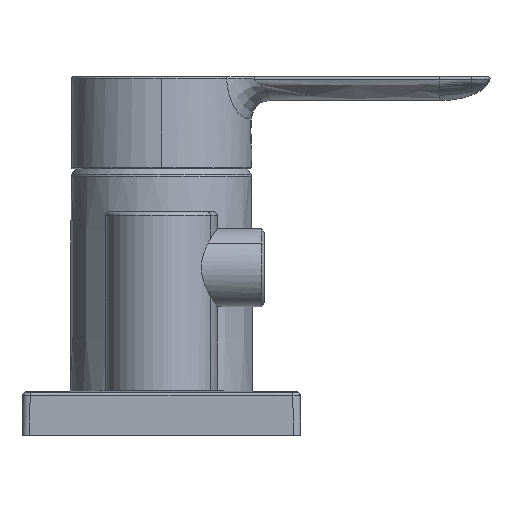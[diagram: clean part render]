
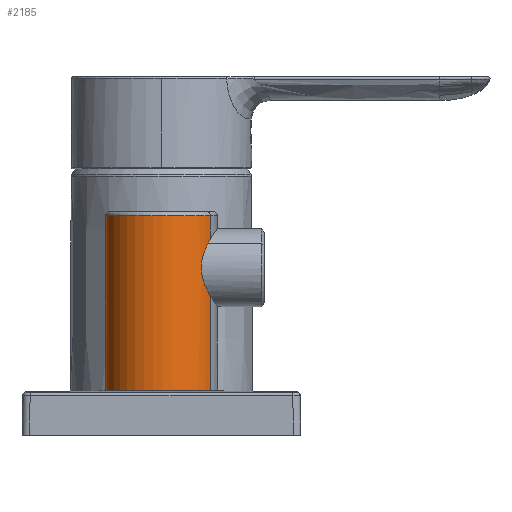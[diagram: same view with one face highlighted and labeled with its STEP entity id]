
A CAD part, left-side view. The second image highlights one B-rep face of the part: STEP entity #2185.
In plain terms, the highlighted cylindrical face has radius 15 mm (diameter 30 mm), a partial arc.
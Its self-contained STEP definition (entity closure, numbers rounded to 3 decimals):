
#30 = CARTESIAN_POINT ( 'NONE',  ( -110.404, -10.806, 43.586 ) ) ;
#67 = CARTESIAN_POINT ( 'NONE',  ( -110.326, -10.881, 46.975 ) ) ;
#224 = VECTOR ( 'NONE', #949, 1000. ) ;
#236 = VERTEX_POINT ( 'NONE', #5193 ) ;
#350 = VECTOR ( 'NONE', #1257, 1000. ) ;
#400 = DIRECTION ( 'NONE',  ( 0., 0., -1. ) ) ;
#479 = VERTEX_POINT ( 'NONE', #3500 ) ;
#511 = CARTESIAN_POINT ( 'NONE',  ( -110.496, -10.716, 44.599 ) ) ;
#532 = CARTESIAN_POINT ( 'NONE',  ( -110.464, -10.747, 45.97 ) ) ;
#549 = CARTESIAN_POINT ( 'NONE',  ( -109.952, -11.226, 41.629 ) ) ;
#558 = CYLINDRICAL_SURFACE ( 'NONE', #2312, 15. ) ;
#565 = CARTESIAN_POINT ( 'NONE',  ( -110.505, -10.707, 44.94 ) ) ;
#587 = CARTESIAN_POINT ( 'NONE',  ( -107.191, -13.164, 37.391 ) ) ;
#731 = CIRCLE ( 'NONE', #5122, 15. ) ;
#904 = CARTESIAN_POINT ( 'NONE',  ( -100., 0., 59.041 ) ) ;
#910 = CARTESIAN_POINT ( 'NONE',  ( -92.809, 13.164, 59.041 ) ) ;
#949 = DIRECTION ( 'NONE',  ( 0., 0., -1. ) ) ;
#1065 = CARTESIAN_POINT ( 'NONE',  ( -92.809, 13.164, 12.041 ) ) ;
#1074 = CARTESIAN_POINT ( 'NONE',  ( -110.182, -11.016, 47.629 ) ) ;
#1173 = VERTEX_POINT ( 'NONE', #2831 ) ;
#1257 = DIRECTION ( 'NONE',  ( 0., 0., -1. ) ) ;
#1308 = CARTESIAN_POINT ( 'NONE',  ( -107.191, -13.164, 58.773 ) ) ;
#1330 = CARTESIAN_POINT ( 'NONE',  ( -108.171, -12.579, 51.636 ) ) ;
#1432 = B_SPLINE_CURVE_WITH_KNOTS ( 'NONE', 3,
 ( #1330, #4688, #1813, #3670, #1858, #6038 ),
 .UNSPECIFIED., .F., .F.,
 ( 4, 2, 4 ),
 ( 0., 0.001, 0.002 ),
 .UNSPECIFIED. ) ;
#1472 = CARTESIAN_POINT ( 'NONE',  ( -108.37, -12.45, 51.389 ) ) ;
#1477 = ORIENTED_EDGE ( 'NONE', *, *, #5595, .F. ) ;
#1489 = CARTESIAN_POINT ( 'NONE',  ( -109.788, -11.369, 48.898 ) ) ;
#1495 = LINE ( 'NONE', #3405, #224 ) ;
#1518 = CARTESIAN_POINT ( 'NONE',  ( -110.215, -10.985, 42.588 ) ) ;
#1813 = CARTESIAN_POINT ( 'NONE',  ( -107.861, -12.776, 52.006 ) ) ;
#1854 = DIRECTION ( 'NONE',  ( -0.479, -0.878, 0. ) ) ;
#1858 = CARTESIAN_POINT ( 'NONE',  ( -107.366, -13.068, 52.528 ) ) ;
#1921 = VERTEX_POINT ( 'NONE', #1065 ) ;
#1943 = CARTESIAN_POINT ( 'NONE',  ( -108.075, -12.649, 38.301 ) ) ;
#2018 = CARTESIAN_POINT ( 'NONE',  ( -109.722, -11.429, 41.021 ) ) ;
#2052 = DIRECTION ( 'NONE',  ( 0., 1., 0. ) ) ;
#2082 = VECTOR ( 'NONE', #400, 1000. ) ;
#2185 = ADVANCED_FACE ( 'NONE', ( #6049 ), #558, .T. ) ;
#2295 = VERTEX_POINT ( 'NONE', #910 ) ;
#2312 = AXIS2_PLACEMENT_3D ( 'NONE', #4075, #5494, #1854 ) ;
#2426 = CARTESIAN_POINT ( 'NONE',  ( -108.56, -12.32, 51.131 ) ) ;
#2447 = CARTESIAN_POINT ( 'NONE',  ( -110.446, -10.765, 43.922 ) ) ;
#2467 = CARTESIAN_POINT ( 'NONE',  ( -108.913, -12.067, 50.601 ) ) ;
#2687 = EDGE_CURVE ( 'NONE', #1173, #479, #3629, .T. ) ;
#2831 = CARTESIAN_POINT ( 'NONE',  ( -107.191, -13.164, 37.391 ) ) ;
#2852 = ORIENTED_EDGE ( 'NONE', *, *, #4394, .T. ) ;
#2873 = CARTESIAN_POINT ( 'NONE',  ( -108.171, -12.579, 51.636 ) ) ;
#2915 = CARTESIAN_POINT ( 'NONE',  ( -109.533, -11.588, 49.489 ) ) ;
#2934 = CARTESIAN_POINT ( 'NONE',  ( -110.383, -10.826, 46.644 ) ) ;
#3025 = ORIENTED_EDGE ( 'NONE', *, *, #5501, .T. ) ;
#3048 = LINE ( 'NONE', #1308, #2082 ) ;
#3373 = CARTESIAN_POINT ( 'NONE',  ( -107.656, -12.91, 37.828 ) ) ;
#3405 = CARTESIAN_POINT ( 'NONE',  ( -92.809, 13.164, 58.773 ) ) ;
#3500 = CARTESIAN_POINT ( 'NONE',  ( -107.191, -13.164, 12.041 ) ) ;
#3629 = LINE ( 'NONE', #4088, #350 ) ;
#3670 = CARTESIAN_POINT ( 'NONE',  ( -107.535, -12.972, 52.358 ) ) ;
#3828 = CIRCLE ( 'NONE', #4480, 15. ) ;
#3877 = CARTESIAN_POINT ( 'NONE',  ( -108.812, -12.14, 39.323 ) ) ;
#3911 = CARTESIAN_POINT ( 'NONE',  ( -109.077, -11.943, 50.329 ) ) ;
#4017 = EDGE_LOOP ( 'NONE', ( #5014, #2852, #4986, #4570, #3025, #5751, #1477 ) ) ;
#4075 = CARTESIAN_POINT ( 'NONE',  ( -100., 0., 58.773 ) ) ;
#4088 = CARTESIAN_POINT ( 'NONE',  ( -107.191, -13.164, 58.773 ) ) ;
#4211 = EDGE_CURVE ( 'NONE', #6062, #2295, #3828, .T. ) ;
#4351 = CARTESIAN_POINT ( 'NONE',  ( -109.142, -11.894, 39.866 ) ) ;
#4394 = EDGE_CURVE ( 'NONE', #2295, #1921, #1495, .T. ) ;
#4480 = AXIS2_PLACEMENT_3D ( 'NONE', #904, #5134, #4698 ) ;
#4570 = ORIENTED_EDGE ( 'NONE', *, *, #2687, .F. ) ;
#4688 = CARTESIAN_POINT ( 'NONE',  ( -108.019, -12.678, 51.824 ) ) ;
#4698 = DIRECTION ( 'NONE',  ( 0., 1., 0. ) ) ;
#4813 = CARTESIAN_POINT ( 'NONE',  ( -107.191, -13.164, 59.041 ) ) ;
#4817 = CARTESIAN_POINT ( 'NONE',  ( -110.489, -10.723, 45.625 ) ) ;
#4835 = CARTESIAN_POINT ( 'NONE',  ( -108.636, -12.267, 39.061 ) ) ;
#4890 = VERTEX_POINT ( 'NONE', #2873 ) ;
#4892 = DIRECTION ( 'NONE',  ( 0., 0., -1. ) ) ;
#4986 = ORIENTED_EDGE ( 'NONE', *, *, #5006, .F. ) ;
#5006 = EDGE_CURVE ( 'NONE', #479, #1921, #731, .T. ) ;
#5014 = ORIENTED_EDGE ( 'NONE', *, *, #4211, .T. ) ;
#5096 = B_SPLINE_CURVE_WITH_KNOTS ( 'NONE', 3,
 ( #587, #3373, #1943, #4835, #3877, #4351, #5260, #2018, #549, #1518, #5820, #30, #2447, #511, #565, #4817, #532, #2934, #67, #1074, #5766, #1489, #2915, #3911, #2467, #2426, #1472, #5315 ),
 .UNSPECIFIED., .F., .F.,
 ( 4, 2, 2, 2, 2, 2, 2, 2, 2, 2, 2, 2, 2, 4 ),
 ( 0.052, 0.054, 0.055, 0.056, 0.058, 0.059, 0.06, 0.061, 0.062, 0.063, 0.064, 0.066, 0.067, 0.068 ),
 .UNSPECIFIED. ) ;
#5122 = AXIS2_PLACEMENT_3D ( 'NONE', #5330, #4892, #2052 ) ;
#5134 = DIRECTION ( 'NONE',  ( 0., 0., -1. ) ) ;
#5193 = CARTESIAN_POINT ( 'NONE',  ( -107.191, -13.164, 52.692 ) ) ;
#5260 = CARTESIAN_POINT ( 'NONE',  ( -109.296, -11.773, 40.149 ) ) ;
#5315 = CARTESIAN_POINT ( 'NONE',  ( -108.171, -12.579, 51.636 ) ) ;
#5330 = CARTESIAN_POINT ( 'NONE',  ( -100., 0., 12.041 ) ) ;
#5494 = DIRECTION ( 'NONE',  ( 0., 0., -1. ) ) ;
#5501 = EDGE_CURVE ( 'NONE', #1173, #4890, #5096, .T. ) ;
#5595 = EDGE_CURVE ( 'NONE', #6062, #236, #3048, .T. ) ;
#5635 = EDGE_CURVE ( 'NONE', #4890, #236, #1432, .T. ) ;
#5751 = ORIENTED_EDGE ( 'NONE', *, *, #5635, .T. ) ;
#5766 = CARTESIAN_POINT ( 'NONE',  ( -110.094, -11.096, 47.951 ) ) ;
#5820 = CARTESIAN_POINT ( 'NONE',  ( -110.288, -10.916, 42.917 ) ) ;
#6038 = CARTESIAN_POINT ( 'NONE',  ( -107.191, -13.164, 52.692 ) ) ;
#6049 = FACE_OUTER_BOUND ( 'NONE', #4017, .T. ) ;
#6062 = VERTEX_POINT ( 'NONE', #4813 ) ;
